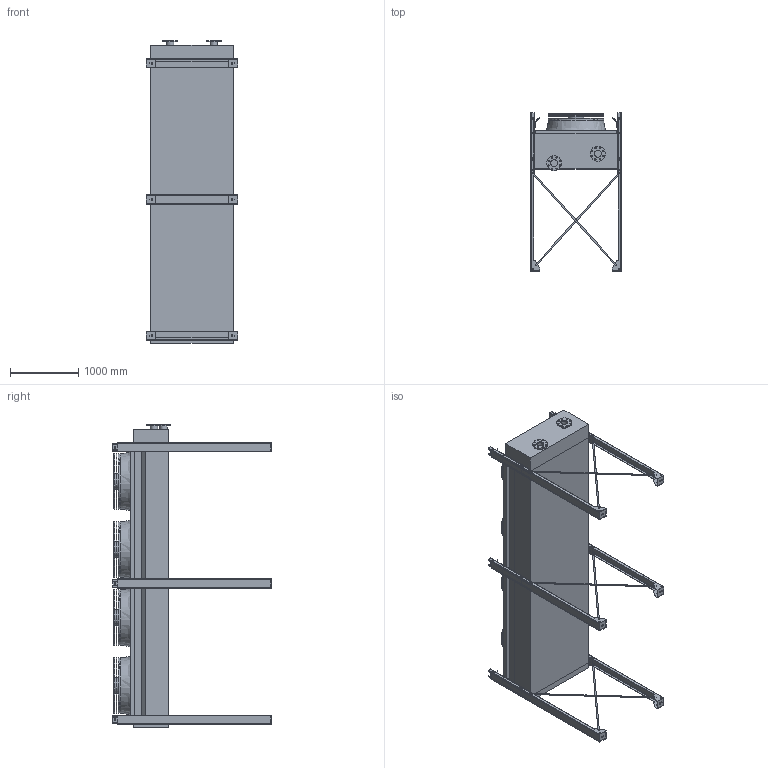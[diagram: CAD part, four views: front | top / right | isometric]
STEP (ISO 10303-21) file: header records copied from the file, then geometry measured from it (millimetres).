
FILE_DESCRIPTION (( 'STEP AP203' ), '1' );
FILE_NAME ('BOS__04C_HV_SS.STEP', '2017-03-24T10:02:40', ( 'Alfa Laval' ), ( 'Alfa Laval' ), 'SwSTEP 2.0', 'SolidWorks 2016', '' );
FILE_SCHEMA (( 'CONFIG_CONTROL_DESIGN' ));
Length unit declared in the file: millimetre
Products named in the file (5): BOFE_HV_LIGHT_BOS4C; BO_KIT FEET_LIGHT_BOS4C; BOFA_LIGHT_�800; BOS__04C_HV_SS; BO_HV_LIGHT_BOCF_30T_C_4M_SS
Assembly tree (7 placements, depth 2):
  BOS__04C_HV_SS
    BO_HV_LIGHT_BOCF_30T_C_4M_SS
    BOFE_HV_LIGHT_BOS4C
    BO_KIT FEET_LIGHT_BOS4C
    BOFA_LIGHT_�800  x4
Bounding box: 1340 x 2323 x 4450 mm (x, y, z)
Volume: 3299693525.7 mm3; surface area: 36941183.3 mm2
Topology: 88 solids, 92 shells, 1442 faces, 3742 edges, 2506 vertices
Faces by surface type: plane 666, cylinder 536, torus 212, cone 24, bspline 4
Full cylindrical faces by diameter (mm): 14 x66, 15 x36, 18 x28, 20 x18, 28 x18, 103 x2, 108 x2, 220 x2, 228 x4, 236 x4, 262.56 x4, 276 x4, 308 x4, 328 x4, 405 x4, 425 x4, 502 x4, 522 x4, 599 x4, 619 x4, 696 x4, 716 x4, 793 x4, 812 x4
Entity records: 31580 total; most frequent: CARTESIAN_POINT 7815, DIRECTION 4859, ORIENTED_EDGE 4410, EDGE_CURVE 2205, AXIS2_PLACEMENT_3D 1803, VERTEX_POINT 1581, EDGE_LOOP 1494, LINE 1253
